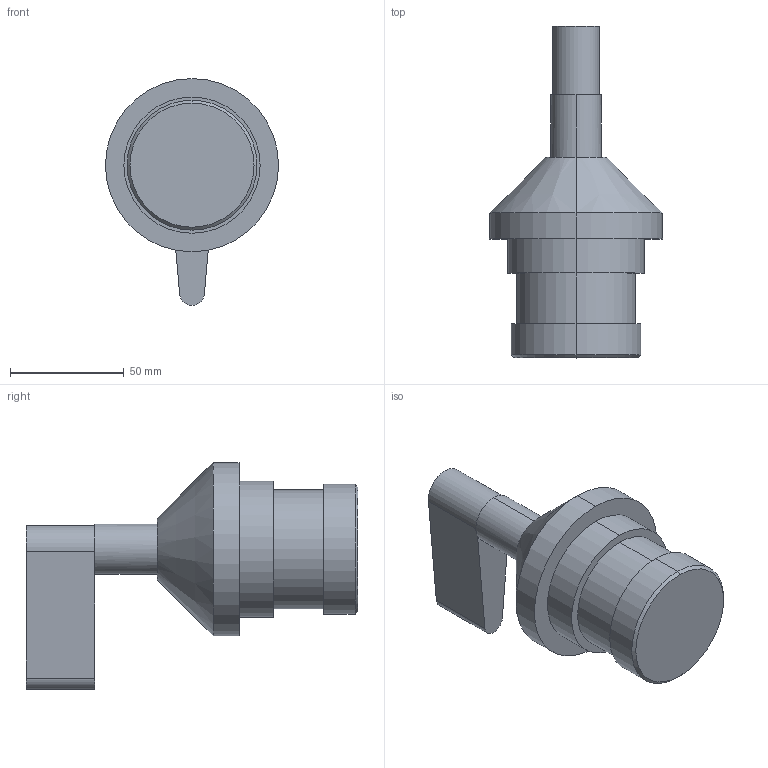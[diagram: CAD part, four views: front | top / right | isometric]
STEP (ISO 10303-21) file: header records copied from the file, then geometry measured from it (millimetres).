
FILE_DESCRIPTION (( 'STEP AP214' ), '1' );
FILE_NAME ('Part 2.STEP', '2025-01-18T10:40:52', ( '' ), ( '' ), 'SwSTEP 2.0', 'SolidWorks 2024', '' );
FILE_SCHEMA (( 'AUTOMOTIVE_DESIGN' ));
Length unit declared in the file: inch
Products named in the file (1): Part 2
Bounding box: 76.2 x 146.05 x 99.82 mm (x, y, z)
Volume: 280114.7 mm3; surface area: 31719.8 mm2
Topology: 1 solids, 1 shells, 27 faces, 57 edges, 36 vertices
Faces by surface type: cylinder 13, plane 10, cone 4
Entity records: 762 total; most frequent: DIRECTION 145, CARTESIAN_POINT 121, ORIENTED_EDGE 114, AXIS2_PLACEMENT_3D 60, EDGE_CURVE 57, VERTEX_POINT 36, CIRCLE 32, EDGE_LOOP 31
